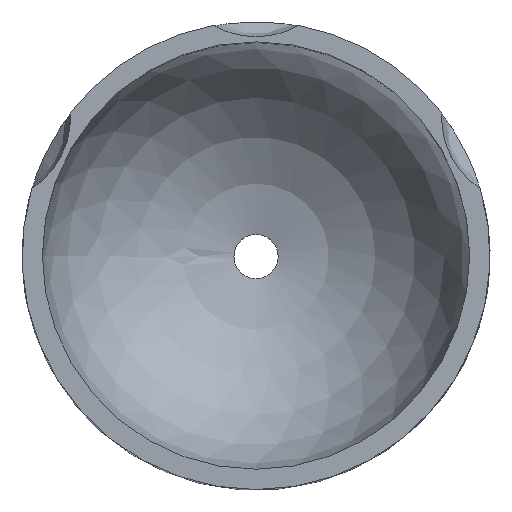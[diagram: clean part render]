
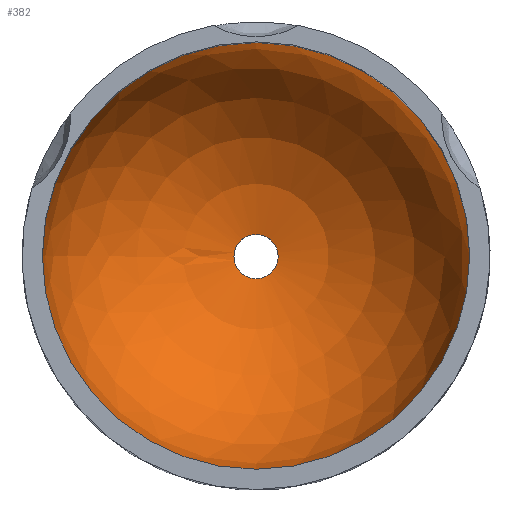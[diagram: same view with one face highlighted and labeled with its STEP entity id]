
A CAD part, top view. The second image highlights one B-rep face of the part: STEP entity #382.
In plain terms, the highlighted spherical face has radius 63.783 mm.
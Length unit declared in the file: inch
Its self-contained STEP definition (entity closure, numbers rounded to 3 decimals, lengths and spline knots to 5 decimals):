
#15=SPHERICAL_SURFACE('',#432,2.51113);
#32=CIRCLE('',#421,0.25984);
#33=CIRCLE('',#422,0.25984);
#40=CIRCLE('',#433,2.51113);
#41=CIRCLE('',#434,2.51113);
#42=CIRCLE('',#435,2.51113);
#65=FACE_OUTER_BOUND('',#87,.T.);
#87=EDGE_LOOP('',(#312,#313,#314,#315,#316,#317));
#158=VERTEX_POINT('',#734);
#159=VERTEX_POINT('',#736);
#178=VERTEX_POINT('',#1199);
#179=VERTEX_POINT('',#1200);
#205=EDGE_CURVE('',#159,#158,#32,.T.);
#206=EDGE_CURVE('',#158,#159,#33,.T.);
#228=EDGE_CURVE('',#178,#179,#40,.T.);
#229=EDGE_CURVE('',#179,#178,#41,.T.);
#230=EDGE_CURVE('',#179,#158,#42,.T.);
#312=ORIENTED_EDGE('',*,*,#228,.F.);
#313=ORIENTED_EDGE('',*,*,#229,.F.);
#314=ORIENTED_EDGE('',*,*,#230,.T.);
#315=ORIENTED_EDGE('',*,*,#206,.T.);
#316=ORIENTED_EDGE('',*,*,#205,.T.);
#317=ORIENTED_EDGE('',*,*,#230,.F.);
#382=ADVANCED_FACE('',(#65),#15,.F.);
#421=AXIS2_PLACEMENT_3D('',#737,#484,#485);
#422=AXIS2_PLACEMENT_3D('',#738,#486,#487);
#432=AXIS2_PLACEMENT_3D('',#1198,#512,#513);
#433=AXIS2_PLACEMENT_3D('',#1201,#514,#515);
#434=AXIS2_PLACEMENT_3D('',#1202,#516,#517);
#435=AXIS2_PLACEMENT_3D('',#1203,#518,#519);
#484=DIRECTION('center_axis',(0.,0.,-1.));
#485=DIRECTION('ref_axis',(1.,0.,0.));
#486=DIRECTION('center_axis',(0.,0.,-1.));
#487=DIRECTION('ref_axis',(1.,0.,0.));
#512=DIRECTION('center_axis',(0.,0.,1.));
#513=DIRECTION('ref_axis',(1.,0.,0.));
#514=DIRECTION('center_axis',(0.,0.,-1.));
#515=DIRECTION('ref_axis',(-1.,0.,0.));
#516=DIRECTION('center_axis',(0.,0.,-1.));
#517=DIRECTION('ref_axis',(-1.,0.,0.));
#518=DIRECTION('center_axis',(0.,-1.,0.));
#519=DIRECTION('ref_axis',(-1.,0.,0.));
#734=CARTESIAN_POINT('',(-0.25984,0.,-2.49765));
#736=CARTESIAN_POINT('',(0.25984,0.,-2.49765));
#737=CARTESIAN_POINT('Origin',(0.,0.,-2.49765));
#738=CARTESIAN_POINT('Origin',(0.,0.,-2.49765));
#1198=CARTESIAN_POINT('Origin',(0.,0.,0.));
#1199=CARTESIAN_POINT('',(2.51113,0.,0.));
#1200=CARTESIAN_POINT('',(-2.51113,0.,0.));
#1201=CARTESIAN_POINT('Origin',(0.,0.,0.));
#1202=CARTESIAN_POINT('Origin',(0.,0.,0.));
#1203=CARTESIAN_POINT('Origin',(0.,0.,0.));
